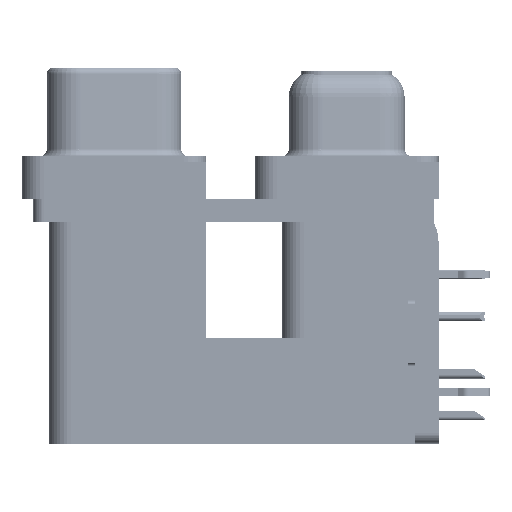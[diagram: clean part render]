
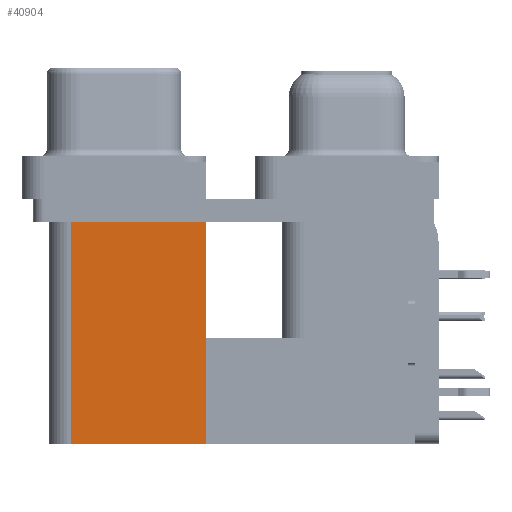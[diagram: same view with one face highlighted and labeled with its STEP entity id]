
A CAD part, left-side view. The second image highlights one B-rep face of the part: STEP entity #40904.
In plain terms, the highlighted planar face has unit normal (-1, 0, 0).
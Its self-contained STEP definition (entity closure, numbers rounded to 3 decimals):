
#57 = EDGE_CURVE ( 'NONE', #21945, #12588, #7101, .T. ) ;
#1880 = DIRECTION ( 'NONE',  ( 0., 0., -1. ) ) ;
#3627 = CARTESIAN_POINT ( 'NONE',  ( 3.7, 18.8, -2.5 ) ) ;
#6824 = VECTOR ( 'NONE', #33090, 1000. ) ;
#7101 = LINE ( 'NONE', #16128, #11014 ) ;
#10561 = AXIS2_PLACEMENT_3D ( 'NONE', #23749, #55406, #1880 ) ;
#11014 = VECTOR ( 'NONE', #29790, 1000. ) ;
#12588 = VERTEX_POINT ( 'NONE', #16799 ) ;
#13697 = VECTOR ( 'NONE', #29253, 1000. ) ;
#16128 = CARTESIAN_POINT ( 'NONE',  ( 3.7, 9.6, -19.2 ) ) ;
#16799 = CARTESIAN_POINT ( 'NONE',  ( 3.7, 9.6, -2.5 ) ) ;
#19099 = DIRECTION ( 'NONE',  ( 0., 0., 1. ) ) ;
#19345 = ORIENTED_EDGE ( 'NONE', *, *, #29888, .T. ) ;
#19400 = LINE ( 'NONE', #37104, #13697 ) ;
#19956 = CARTESIAN_POINT ( 'NONE',  ( 3.7, 18.8, -19.2 ) ) ;
#21945 = VERTEX_POINT ( 'NONE', #44991 ) ;
#23749 = CARTESIAN_POINT ( 'NONE',  ( 3.7, 9.6, -19.2 ) ) ;
#24586 = PLANE ( 'NONE',  #10561 ) ;
#24951 = CARTESIAN_POINT ( 'NONE',  ( 3.7, 9.6, -19.2 ) ) ;
#27982 = VERTEX_POINT ( 'NONE', #39822 ) ;
#29016 = LINE ( 'NONE', #24951, #6824 ) ;
#29253 = DIRECTION ( 'NONE',  ( 0., 1., 0. ) ) ;
#29790 = DIRECTION ( 'NONE',  ( 0., 0., 1. ) ) ;
#29888 = EDGE_CURVE ( 'NONE', #12588, #43163, #19400, .T. ) ;
#33090 = DIRECTION ( 'NONE',  ( 0., 1., 0. ) ) ;
#37104 = CARTESIAN_POINT ( 'NONE',  ( 3.7, 9.6, -2.5 ) ) ;
#39098 = EDGE_CURVE ( 'NONE', #21945, #27982, #29016, .T. ) ;
#39335 = EDGE_LOOP ( 'NONE', ( #19345, #50016, #47518, #50396 ) ) ;
#39822 = CARTESIAN_POINT ( 'NONE',  ( 3.7, 18.8, -19.2 ) ) ;
#40904 = ADVANCED_FACE ( 'NONE', ( #42317 ), #24586, .F. ) ;
#42317 = FACE_OUTER_BOUND ( 'NONE', #39335, .T. ) ;
#43163 = VERTEX_POINT ( 'NONE', #3627 ) ;
#44991 = CARTESIAN_POINT ( 'NONE',  ( 3.7, 9.6, -19.2 ) ) ;
#46492 = VECTOR ( 'NONE', #19099, 1000. ) ;
#47518 = ORIENTED_EDGE ( 'NONE', *, *, #39098, .F. ) ;
#50016 = ORIENTED_EDGE ( 'NONE', *, *, #50022, .F. ) ;
#50022 = EDGE_CURVE ( 'NONE', #27982, #43163, #54844, .T. ) ;
#50396 = ORIENTED_EDGE ( 'NONE', *, *, #57, .T. ) ;
#54844 = LINE ( 'NONE', #19956, #46492 ) ;
#55406 = DIRECTION ( 'NONE',  ( 1., 0., 0. ) ) ;
